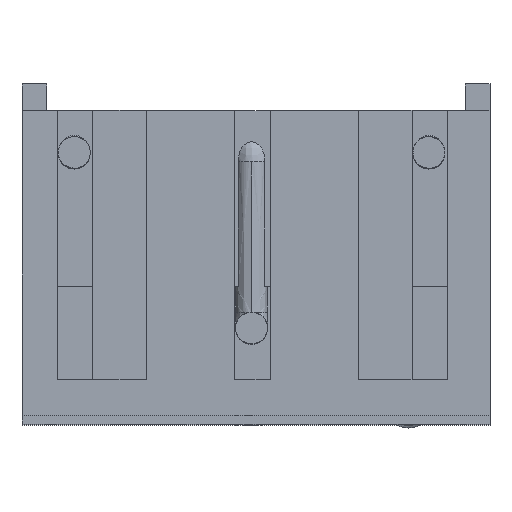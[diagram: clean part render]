
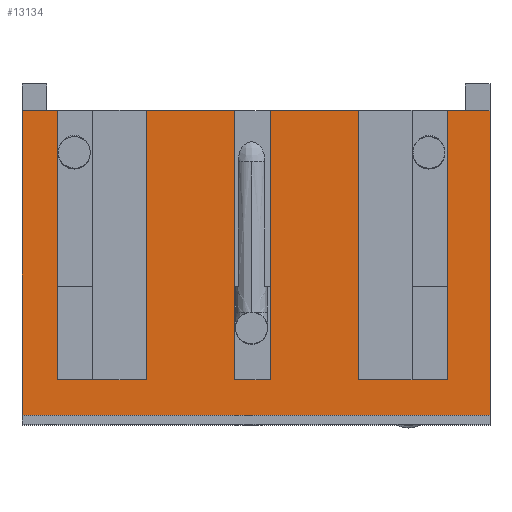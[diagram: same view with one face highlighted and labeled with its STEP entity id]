
A CAD part, top view. The second image highlights one B-rep face of the part: STEP entity #13134.
In plain terms, the highlighted free-form (B-spline) face has degree [1, 1] with [2, 2] control points.
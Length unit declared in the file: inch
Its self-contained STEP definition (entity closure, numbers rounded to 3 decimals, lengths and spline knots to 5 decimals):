
#2206=DIRECTION('',(0.,0.,-1.));
#2207=VECTOR('',#2206,0.03);
#2208=CARTESIAN_POINT('',(0.141,0.025,-0.169));
#2209=LINE('',#2208,#2207);
#2213=DIRECTION('',(0.,0.,1.));
#2214=VECTOR('',#2213,0.02);
#2215=CARTESIAN_POINT('',(0.141,0.025,-0.219));
#2216=LINE('',#2215,#2214);
#2220=DIRECTION('',(0.,1.,0.));
#2221=VECTOR('',#2220,0.152);
#2222=CARTESIAN_POINT('',(0.141,0.025,-0.219));
#2223=LINE('',#2222,#2221);
#2227=DIRECTION('',(0.,-1.,0.));
#2228=VECTOR('',#2227,0.172);
#2229=CARTESIAN_POINT('',(0.141,0.177,-0.243));
#2230=LINE('',#2229,#2228);
#2234=DIRECTION('',(0.,1.,0.));
#2235=VECTOR('',#2234,0.172);
#2236=CARTESIAN_POINT('',(0.141,0.005,0.021));
#2237=LINE('',#2236,#2235);
#2241=DIRECTION('',(0.,0.,1.));
#2242=VECTOR('',#2241,0.02);
#2243=CARTESIAN_POINT('',(0.141,0.025,-0.019));
#2244=LINE('',#2243,#2242);
#2248=DIRECTION('',(0.,0.,-1.));
#2249=VECTOR('',#2248,0.03);
#2250=CARTESIAN_POINT('',(0.141,0.025,-0.019));
#2251=LINE('',#2250,#2249);
#2255=DIRECTION('',(0.,0.,1.));
#2256=VECTOR('',#2255,0.02);
#2257=CARTESIAN_POINT('',(0.141,0.025,-0.119));
#2258=LINE('',#2257,#2256);
#2269=DIRECTION('',(0.,-1.,0.));
#2270=VECTOR('',#2269,0.152);
#2271=CARTESIAN_POINT('',(0.141,0.177,-0.119));
#2272=LINE('',#2271,#2270);
#2311=DIRECTION('',(0.,1.,0.));
#2312=VECTOR('',#2311,0.152);
#2313=CARTESIAN_POINT('',(0.141,0.025,-0.099));
#2314=LINE('',#2313,#2312);
#5440=DIRECTION('',(0.,1.,0.));
#5441=VECTOR('',#5440,0.152);
#5442=CARTESIAN_POINT('',(0.141,0.025,0.001));
#5443=LINE('',#5442,#5441);
#5657=DIRECTION('',(0.,0.,1.));
#5658=VECTOR('',#5657,0.024);
#5659=CARTESIAN_POINT('',(0.141,0.177,-0.243));
#5660=LINE('',#5659,#5658);
#5692=DIRECTION('',(0.,0.,1.));
#5693=VECTOR('',#5692,0.05);
#5694=CARTESIAN_POINT('',(0.141,0.177,-0.169));
#5695=LINE('',#5694,#5693);
#5720=DIRECTION('',(0.,0.,1.));
#5721=VECTOR('',#5720,0.05);
#5722=CARTESIAN_POINT('',(0.141,0.177,-0.099));
#5723=LINE('',#5722,#5721);
#5755=DIRECTION('',(0.,0.,-1.));
#5756=VECTOR('',#5755,0.02);
#5757=CARTESIAN_POINT('',(0.141,0.177,0.021));
#5758=LINE('',#5757,#5756);
#6105=DIRECTION('',(0.,0.,-1.));
#6106=VECTOR('',#6105,0.264);
#6107=CARTESIAN_POINT('',(0.141,0.005,0.021));
#6108=LINE('',#6107,#6106);
#6175=DIRECTION('',(0.,1.,0.));
#6176=VECTOR('',#6175,0.152);
#6177=CARTESIAN_POINT('',(0.141,0.025,-0.169));
#6178=LINE('',#6177,#6176);
#6182=DIRECTION('',(0.,-1.,0.));
#6183=VECTOR('',#6182,0.152);
#6184=CARTESIAN_POINT('',(0.141,0.177,-0.049));
#6185=LINE('',#6184,#6183);
#10634=CARTESIAN_POINT('',(0.141,0.005,0.021));
#10635=VERTEX_POINT('',#10634);
#10638=CARTESIAN_POINT('',(0.141,0.005,-0.243));
#10639=VERTEX_POINT('',#10638);
#10640=CARTESIAN_POINT('',(0.141,0.177,-0.099));
#10641=CARTESIAN_POINT('',(0.141,0.177,-0.049));
#10642=VERTEX_POINT('',#10640);
#10643=VERTEX_POINT('',#10641);
#10647=CARTESIAN_POINT('',(0.141,0.177,-0.169));
#10649=VERTEX_POINT('',#10647);
#10650=CARTESIAN_POINT('',(0.141,0.177,-0.119));
#10651=VERTEX_POINT('',#10650);
#10652=CARTESIAN_POINT('',(0.141,0.177,-0.243));
#10653=CARTESIAN_POINT('',(0.141,0.177,-0.219));
#10654=VERTEX_POINT('',#10652);
#10655=VERTEX_POINT('',#10653);
#10658=CARTESIAN_POINT('',(0.141,0.177,0.021));
#10659=CARTESIAN_POINT('',(0.141,0.177,0.001));
#10660=VERTEX_POINT('',#10658);
#10661=VERTEX_POINT('',#10659);
#10702=CARTESIAN_POINT('',(0.141,0.025,-0.219));
#10703=VERTEX_POINT('',#10702);
#10704=CARTESIAN_POINT('',(0.141,0.025,-0.099));
#10705=VERTEX_POINT('',#10704);
#10706=CARTESIAN_POINT('',(0.141,0.025,-0.049));
#10707=VERTEX_POINT('',#10706);
#10712=CARTESIAN_POINT('',(0.141,0.025,-0.169));
#10713=VERTEX_POINT('',#10712);
#10714=CARTESIAN_POINT('',(0.141,0.025,-0.119));
#10715=VERTEX_POINT('',#10714);
#10716=CARTESIAN_POINT('',(0.141,0.025,0.001));
#10717=VERTEX_POINT('',#10716);
#10720=CARTESIAN_POINT('',(0.141,0.025,-0.199));
#10721=VERTEX_POINT('',#10720);
#10722=CARTESIAN_POINT('',(0.141,0.025,-0.019));
#10723=VERTEX_POINT('',#10722);
#13092=CARTESIAN_POINT('',(0.141,0.18044,-0.24828));
#13093=CARTESIAN_POINT('',(0.141,0.18044,0.02628));
#13094=CARTESIAN_POINT('',(0.141,0.00156,-0.24828));
#13095=CARTESIAN_POINT('',(0.141,0.00156,0.02628));
#13096=B_SPLINE_SURFACE_WITH_KNOTS('',1,1,((#13092,#13093),(#13094,#13095)),
.UNSPECIFIED.,.F.,.F.,.F.,(2,2),(2,2),(-0.15544,0.02344),(-0.26928,
0.00528),.UNSPECIFIED.);
#13098=ORIENTED_EDGE('',*,*,#13097,.F.);
#13100=ORIENTED_EDGE('',*,*,#13099,.F.);
#13102=ORIENTED_EDGE('',*,*,#13101,.F.);
#13104=ORIENTED_EDGE('',*,*,#13103,.T.);
#13106=ORIENTED_EDGE('',*,*,#13105,.F.);
#13108=ORIENTED_EDGE('',*,*,#13107,.T.);
#13110=ORIENTED_EDGE('',*,*,#13109,.F.);
#13112=ORIENTED_EDGE('',*,*,#13111,.T.);
#13114=ORIENTED_EDGE('',*,*,#13113,.F.);
#13115=ORIENTED_EDGE('',*,*,#13067,.T.);
#13117=ORIENTED_EDGE('',*,*,#13116,.T.);
#13119=ORIENTED_EDGE('',*,*,#13118,.F.);
#13121=ORIENTED_EDGE('',*,*,#13120,.F.);
#13123=ORIENTED_EDGE('',*,*,#13122,.T.);
#13125=ORIENTED_EDGE('',*,*,#13124,.F.);
#13127=ORIENTED_EDGE('',*,*,#13126,.F.);
#13129=ORIENTED_EDGE('',*,*,#13128,.F.);
#13131=ORIENTED_EDGE('',*,*,#13130,.F.);
#13132=EDGE_LOOP('',(#13098,#13100,#13102,#13104,#13106,#13108,#13110,#13112,
#13114,#13115,#13117,#13119,#13121,#13123,#13125,#13127,#13129,#13131));
#13133=FACE_OUTER_BOUND('',#13132,.F.);
#13134=ADVANCED_FACE('',(#13133),#13096,.F.);
#13067=EDGE_CURVE('',#10635,#10660,#2237,.T.);
#13097=EDGE_CURVE('',#10651,#10715,#2272,.T.);
#13099=EDGE_CURVE('',#10649,#10651,#5695,.T.);
#13101=EDGE_CURVE('',#10713,#10649,#6178,.T.);
#13103=EDGE_CURVE('',#10713,#10721,#2209,.T.);
#13105=EDGE_CURVE('',#10703,#10721,#2216,.T.);
#13107=EDGE_CURVE('',#10703,#10655,#2223,.T.);
#13109=EDGE_CURVE('',#10654,#10655,#5660,.T.);
#13111=EDGE_CURVE('',#10654,#10639,#2230,.T.);
#13113=EDGE_CURVE('',#10635,#10639,#6108,.T.);
#13116=EDGE_CURVE('',#10660,#10661,#5758,.T.);
#13118=EDGE_CURVE('',#10717,#10661,#5443,.T.);
#13120=EDGE_CURVE('',#10723,#10717,#2244,.T.);
#13122=EDGE_CURVE('',#10723,#10707,#2251,.T.);
#13124=EDGE_CURVE('',#10643,#10707,#6185,.T.);
#13126=EDGE_CURVE('',#10642,#10643,#5723,.T.);
#13128=EDGE_CURVE('',#10705,#10642,#2314,.T.);
#13130=EDGE_CURVE('',#10715,#10705,#2258,.T.);
